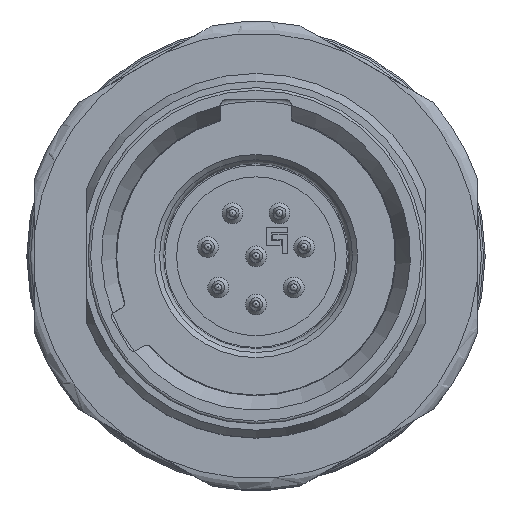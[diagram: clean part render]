
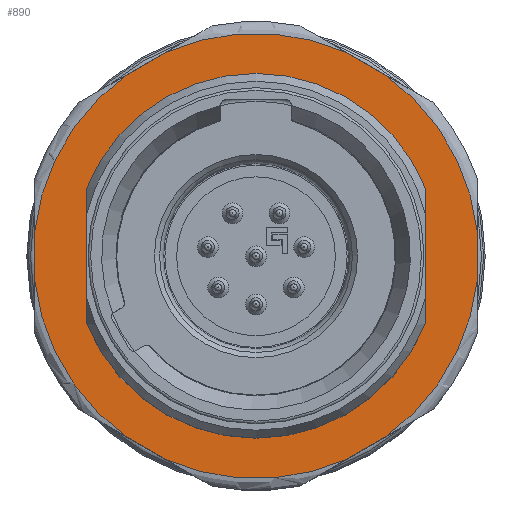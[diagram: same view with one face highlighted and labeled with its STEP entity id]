
A CAD part, top view. The second image highlights one B-rep face of the part: STEP entity #890.
In plain terms, the highlighted planar face has unit normal (0, 0, 1).
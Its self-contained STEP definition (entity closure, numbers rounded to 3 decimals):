
#513=LINE('',#6338,#677);
#514=LINE('',#6343,#678);
#515=LINE('',#6347,#679);
#516=LINE('',#6351,#680);
#517=LINE('',#6355,#681);
#518=LINE('',#6359,#682);
#519=LINE('',#6362,#683);
#520=LINE('',#6367,#684);
#677=VECTOR('',#4632,1.);
#678=VECTOR('',#4635,1.);
#679=VECTOR('',#4638,1.);
#680=VECTOR('',#4641,1.);
#681=VECTOR('',#4644,1.);
#682=VECTOR('',#4647,1.);
#683=VECTOR('',#4650,1.);
#684=VECTOR('',#4653,1.);
#890=ADVANCED_FACE('',(#1265,#1266),#1091,.T.);
#1091=PLANE('',#3999);
#1265=FACE_BOUND('',#1503,.T.);
#1266=FACE_BOUND('',#1504,.T.);
#1503=EDGE_LOOP('',(#1970,#1971,#1972,#1973,#1974,#1975,#1976,#1977,#1978,
#1979,#1980,#1981));
#1504=EDGE_LOOP('',(#1982,#1983,#1984,#1985));
#1970=ORIENTED_EDGE('',*,*,#3221,.T.);
#1971=ORIENTED_EDGE('',*,*,#3222,.T.);
#1972=ORIENTED_EDGE('',*,*,#3223,.T.);
#1973=ORIENTED_EDGE('',*,*,#3224,.T.);
#1974=ORIENTED_EDGE('',*,*,#3225,.T.);
#1975=ORIENTED_EDGE('',*,*,#3226,.T.);
#1976=ORIENTED_EDGE('',*,*,#3227,.T.);
#1977=ORIENTED_EDGE('',*,*,#3228,.T.);
#1978=ORIENTED_EDGE('',*,*,#3229,.T.);
#1979=ORIENTED_EDGE('',*,*,#3230,.T.);
#1980=ORIENTED_EDGE('',*,*,#3231,.T.);
#1981=ORIENTED_EDGE('',*,*,#3232,.T.);
#1982=ORIENTED_EDGE('',*,*,#3233,.F.);
#1983=ORIENTED_EDGE('',*,*,#3234,.T.);
#1984=ORIENTED_EDGE('',*,*,#3235,.F.);
#1985=ORIENTED_EDGE('',*,*,#3236,.T.);
#2843=VERTEX_POINT('',#6339);
#2844=VERTEX_POINT('',#6340);
#2845=VERTEX_POINT('',#6342);
#2846=VERTEX_POINT('',#6344);
#2847=VERTEX_POINT('',#6346);
#2848=VERTEX_POINT('',#6348);
#2849=VERTEX_POINT('',#6350);
#2850=VERTEX_POINT('',#6352);
#2851=VERTEX_POINT('',#6354);
#2852=VERTEX_POINT('',#6356);
#2853=VERTEX_POINT('',#6358);
#2854=VERTEX_POINT('',#6360);
#2855=VERTEX_POINT('',#6363);
#2856=VERTEX_POINT('',#6364);
#2857=VERTEX_POINT('',#6366);
#2858=VERTEX_POINT('',#6368);
#3221=EDGE_CURVE('',#2843,#2844,#513,.T.);
#3222=EDGE_CURVE('',#2844,#2845,#3677,.T.);
#3223=EDGE_CURVE('',#2845,#2846,#514,.T.);
#3224=EDGE_CURVE('',#2846,#2847,#3678,.T.);
#3225=EDGE_CURVE('',#2847,#2848,#515,.T.);
#3226=EDGE_CURVE('',#2848,#2849,#3679,.T.);
#3227=EDGE_CURVE('',#2849,#2850,#516,.T.);
#3228=EDGE_CURVE('',#2850,#2851,#3680,.T.);
#3229=EDGE_CURVE('',#2851,#2852,#517,.T.);
#3230=EDGE_CURVE('',#2852,#2853,#3681,.T.);
#3231=EDGE_CURVE('',#2853,#2854,#518,.T.);
#3232=EDGE_CURVE('',#2854,#2843,#3682,.T.);
#3233=EDGE_CURVE('',#2855,#2856,#519,.T.);
#3234=EDGE_CURVE('',#2855,#2857,#3683,.T.);
#3235=EDGE_CURVE('',#2858,#2857,#520,.T.);
#3236=EDGE_CURVE('',#2858,#2856,#3684,.T.);
#3677=CIRCLE('',#3991,8.547);
#3678=CIRCLE('',#3992,8.547);
#3679=CIRCLE('',#3993,8.547);
#3680=CIRCLE('',#3994,8.547);
#3681=CIRCLE('',#3995,8.547);
#3682=CIRCLE('',#3996,8.547);
#3683=CIRCLE('',#3997,7.);
#3684=CIRCLE('',#3998,7.);
#3991=AXIS2_PLACEMENT_3D('',#6341,#4633,#4634);
#3992=AXIS2_PLACEMENT_3D('',#6345,#4636,#4637);
#3993=AXIS2_PLACEMENT_3D('',#6349,#4639,#4640);
#3994=AXIS2_PLACEMENT_3D('',#6353,#4642,#4643);
#3995=AXIS2_PLACEMENT_3D('',#6357,#4645,#4646);
#3996=AXIS2_PLACEMENT_3D('',#6361,#4648,#4649);
#3997=AXIS2_PLACEMENT_3D('',#6365,#4651,#4652);
#3998=AXIS2_PLACEMENT_3D('',#6369,#4654,#4655);
#3999=AXIS2_PLACEMENT_3D('',#6370,#4656,#4657);
#4632=DIRECTION('',(-0.866,0.5,0.));
#4633=DIRECTION('',(0.,0.,1.));
#4634=DIRECTION('',(0.866,0.5,0.));
#4635=DIRECTION('',(-0.866,-0.5,0.));
#4636=DIRECTION('',(0.,0.,1.));
#4637=DIRECTION('',(0.866,0.5,0.));
#4638=DIRECTION('',(0.,-1.,0.));
#4639=DIRECTION('',(0.,0.,1.));
#4640=DIRECTION('',(0.866,0.5,0.));
#4641=DIRECTION('',(0.866,-0.5,0.));
#4642=DIRECTION('',(0.,0.,1.));
#4643=DIRECTION('',(0.866,0.5,0.));
#4644=DIRECTION('',(0.866,0.5,0.));
#4645=DIRECTION('',(0.,0.,1.));
#4646=DIRECTION('',(0.866,0.5,0.));
#4647=DIRECTION('',(0.,1.,0.));
#4648=DIRECTION('',(0.,0.,1.));
#4649=DIRECTION('',(0.866,0.5,0.));
#4650=DIRECTION('',(0.,-1.,0.));
#4651=DIRECTION('',(0.,0.,-1.));
#4652=DIRECTION('',(1.,0.,0.));
#4653=DIRECTION('',(0.,1.,0.));
#4654=DIRECTION('',(0.,0.,-1.));
#4655=DIRECTION('',(1.,0.,0.));
#4656=DIRECTION('',(0.,0.,1.));
#4657=DIRECTION('',(-0.866,-0.5,0.));
#6338=CARTESIAN_POINT('',(6.812,5.882,11.1));
#6339=CARTESIAN_POINT('',(5.024,6.914,11.1));
#6340=CARTESIAN_POINT('',(3.476,7.808,11.1));
#6341=CARTESIAN_POINT('',(0.,0.,11.1));
#6342=CARTESIAN_POINT('',(-3.476,7.808,11.1));
#6343=CARTESIAN_POINT('',(-1.688,8.84,11.1));
#6344=CARTESIAN_POINT('',(-5.024,6.914,11.1));
#6345=CARTESIAN_POINT('',(0.,0.,11.1));
#6346=CARTESIAN_POINT('',(-8.5,0.894,11.1));
#6347=CARTESIAN_POINT('',(-8.5,2.958,11.1));
#6348=CARTESIAN_POINT('',(-8.5,-0.894,11.1));
#6349=CARTESIAN_POINT('',(0.,0.,11.1));
#6350=CARTESIAN_POINT('',(-5.024,-6.914,11.1));
#6351=CARTESIAN_POINT('',(-6.812,-5.882,11.1));
#6352=CARTESIAN_POINT('',(-3.476,-7.808,11.1));
#6353=CARTESIAN_POINT('',(0.,0.,11.1));
#6354=CARTESIAN_POINT('',(3.476,-7.808,11.1));
#6355=CARTESIAN_POINT('',(1.688,-8.84,11.1));
#6356=CARTESIAN_POINT('',(5.024,-6.914,11.1));
#6357=CARTESIAN_POINT('',(0.,0.,11.1));
#6358=CARTESIAN_POINT('',(8.5,-0.894,11.1));
#6359=CARTESIAN_POINT('',(8.5,-2.958,11.1));
#6360=CARTESIAN_POINT('',(8.5,0.894,11.1));
#6361=CARTESIAN_POINT('',(0.,0.,11.1));
#6362=CARTESIAN_POINT('',(-6.5,2.857,11.1));
#6363=CARTESIAN_POINT('',(-6.5,2.598,11.1));
#6364=CARTESIAN_POINT('',(-6.5,-2.598,11.1));
#6365=CARTESIAN_POINT('',(0.,0.,11.1));
#6366=CARTESIAN_POINT('',(6.5,2.598,11.1));
#6367=CARTESIAN_POINT('',(6.5,2.857,11.1));
#6368=CARTESIAN_POINT('',(6.5,-2.598,11.1));
#6369=CARTESIAN_POINT('',(0.,0.,11.1));
#6370=CARTESIAN_POINT('',(0.,0.,11.1));
